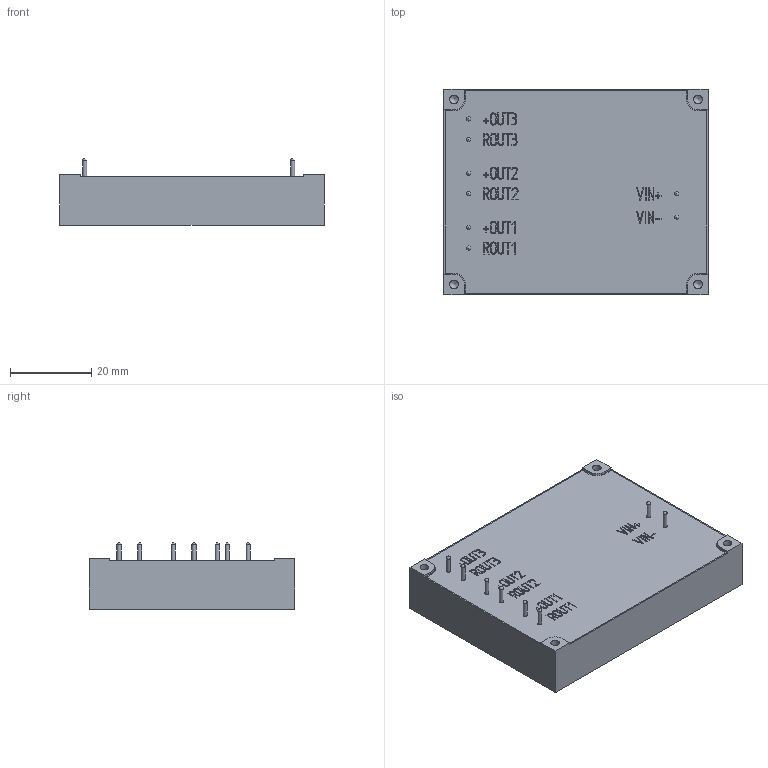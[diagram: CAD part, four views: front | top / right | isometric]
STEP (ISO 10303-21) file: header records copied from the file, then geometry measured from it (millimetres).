
FILE_DESCRIPTION(/* description */ ('Unknown'),/* implementation_level */ '2;1');
FILE_NAME(/* name */ 'M647002',/* time_stamp */ '2020-04-17T14:01:16-04:00',/* author */ ('Unknown'),/* organization */ ('Unknown'),/* preprocessor_version */ 'ST-DEVELOPER v16.7',/* originating_system */ 'DEX',/* authorisation */ $);
FILE_SCHEMA (('CONFIG_CONTROL_DESIGN'));
Length unit declared in the file: millimetre
Products named in the file (1): M647002
Bounding box: 65 x 50.5 x 16.4 mm (x, y, z)
Volume: 39383.6 mm3; surface area: 9659.7 mm2
Topology: 1 solids, 1 shells, 352 faces, 922 edges, 620 vertices
Faces by surface type: plane 275, bspline 49, cylinder 16, sphere 8, cone 4
Full cylindrical faces by diameter (mm): 1 x8, 2.156 x4
Entity records: 16737 total; most frequent: CARTESIAN_POINT 6970, ORIENTED_EDGE 1724, DIRECTION 990, EDGE_CURVE 862, VERTEX_POINT 600, B_SPLINE_CURVE_WITH_KNOTS 516, FACE_BOUND 440, EDGE_LOOP 436
